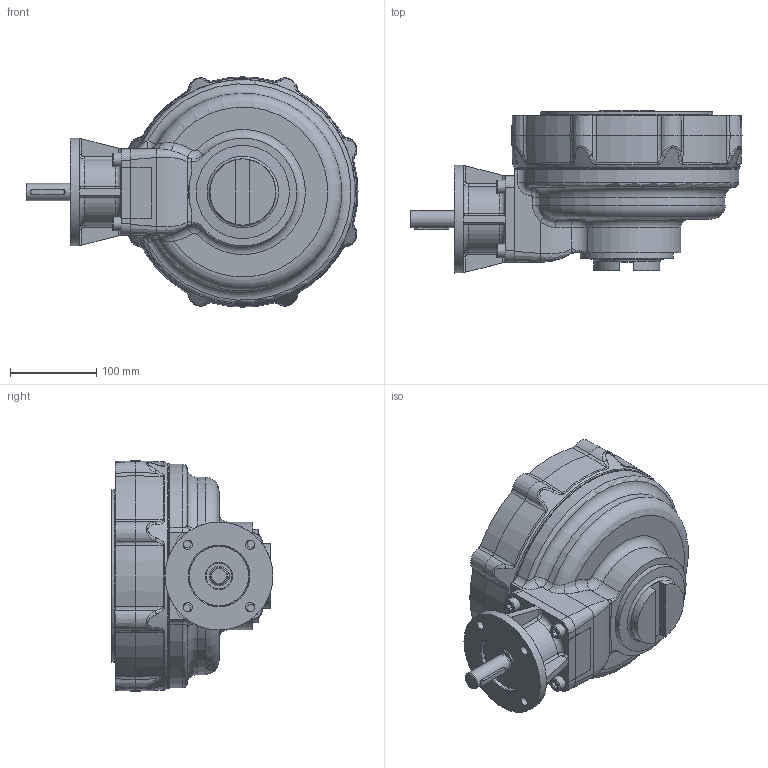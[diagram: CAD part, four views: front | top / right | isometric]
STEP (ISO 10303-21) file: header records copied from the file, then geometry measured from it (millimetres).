
FILE_DESCRIPTION(/* description */ ('Unknown'),/* implementation_level */ '2;1');
FILE_NAME(/* name */ 'PUBIB7-F10-F25_simplified',/* time_stamp */ '2015-12-10T08:38:45+00:00',/* author */ ('Unknown'),/* organization */ ('Unknown'),/* preprocessor_version */ 'ST-DEVELOPER v16',/* originating_system */ 'DEX',/* authorisation */ $);
FILE_SCHEMA (('AUTOMOTIVE_DESIGN {1 0 10303 214 3 1 1}'));
Length unit declared in the file: millimetre
Products named in the file (1): PUBIB7-F10-F25_simplified
Bounding box: 384.77 x 187.6 x 267 mm (x, y, z)
Surface area: 372567.4 mm2 (no closed solid volume)
Topology: 0 solids, 41 shells, 384 faces, 1237 edges, 900 vertices
Faces by surface type: plane 110, bspline 96, cylinder 85, cone 62, torus 31
Full cylindrical faces by diameter (mm): 10.5 x4, 13.8 x8, 13.835 x8, 16 x4, 20 x1, 30 x1, 70.05 x1, 90.15 x1, 107.95 x1, 125 x1, 199.95 x1, 219.95 x1
Entity records: 21530 total; most frequent: CARTESIAN_POINT 9331, ORIENTED_EDGE 1876, DIRECTION 1785, EDGE_CURVE 1144, VERTEX_POINT 886, AXIS2_PLACEMENT_3D 643, FACE_BOUND 593, EDGE_LOOP 585
